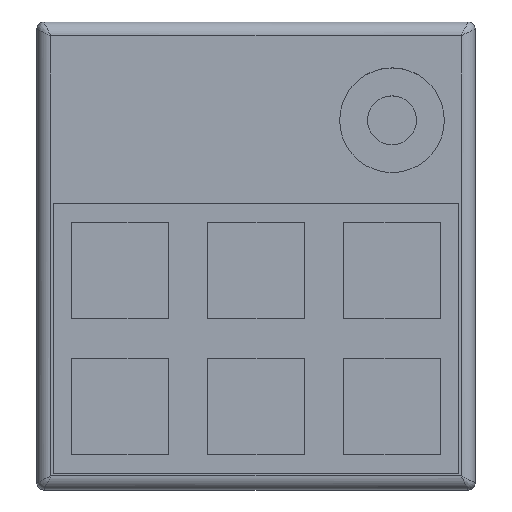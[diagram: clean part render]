
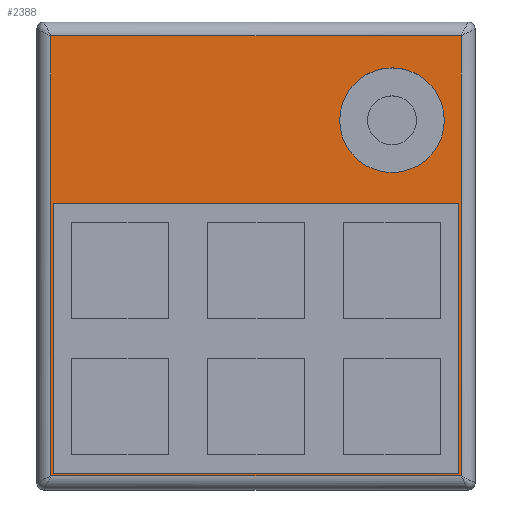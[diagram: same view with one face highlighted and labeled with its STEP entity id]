
A CAD part, top view. The second image highlights one B-rep face of the part: STEP entity #2388.
In plain terms, the highlighted planar face has unit normal (0, 0, 1).
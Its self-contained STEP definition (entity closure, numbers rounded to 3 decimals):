
#30=FACE_BOUND('',#298,.T.);
#31=FACE_BOUND('',#299,.T.);
#59=PLANE('',#2559);
#163=FACE_OUTER_BOUND('',#297,.T.);
#297=EDGE_LOOP('',(#1716,#1717,#1718,#1719));
#298=EDGE_LOOP('',(#1720,#1721,#1722,#1723));
#299=EDGE_LOOP('',(#1724));
#455=LINE('',#3647,#725);
#456=LINE('',#3649,#726);
#457=LINE('',#3651,#727);
#459=LINE('',#3654,#729);
#465=LINE('',#3671,#735);
#466=LINE('',#3673,#736);
#467=LINE('',#3675,#737);
#468=LINE('',#3676,#738);
#725=VECTOR('',#2832,10.);
#726=VECTOR('',#2835,10.);
#727=VECTOR('',#2838,10.);
#729=VECTOR('',#2842,10.);
#735=VECTOR('',#2860,10.);
#736=VECTOR('',#2861,10.);
#737=VECTOR('',#2862,10.);
#738=VECTOR('',#2863,10.);
#985=CIRCLE('',#2560,7.5);
#1072=VERTEX_POINT('',#3534);
#1075=VERTEX_POINT('',#3570);
#1078=VERTEX_POINT('',#3606);
#1079=VERTEX_POINT('',#3640);
#1084=VERTEX_POINT('',#3669);
#1085=VERTEX_POINT('',#3670);
#1086=VERTEX_POINT('',#3672);
#1087=VERTEX_POINT('',#3674);
#1088=VERTEX_POINT('',#3677);
#1322=EDGE_CURVE('',#1079,#1072,#455,.T.);
#1323=EDGE_CURVE('',#1078,#1079,#456,.T.);
#1324=EDGE_CURVE('',#1075,#1078,#457,.T.);
#1326=EDGE_CURVE('',#1072,#1075,#459,.T.);
#1334=EDGE_CURVE('',#1084,#1085,#465,.T.);
#1335=EDGE_CURVE('',#1085,#1086,#466,.T.);
#1336=EDGE_CURVE('',#1086,#1087,#467,.T.);
#1337=EDGE_CURVE('',#1087,#1084,#468,.T.);
#1338=EDGE_CURVE('',#1088,#1088,#985,.T.);
#1716=ORIENTED_EDGE('',*,*,#1322,.F.);
#1717=ORIENTED_EDGE('',*,*,#1323,.F.);
#1718=ORIENTED_EDGE('',*,*,#1324,.F.);
#1719=ORIENTED_EDGE('',*,*,#1326,.F.);
#1720=ORIENTED_EDGE('',*,*,#1334,.T.);
#1721=ORIENTED_EDGE('',*,*,#1335,.T.);
#1722=ORIENTED_EDGE('',*,*,#1336,.T.);
#1723=ORIENTED_EDGE('',*,*,#1337,.T.);
#1724=ORIENTED_EDGE('',*,*,#1338,.T.);
#2388=ADVANCED_FACE('',(#163,#30,#31),#59,.T.);
#2559=AXIS2_PLACEMENT_3D('',#3668,#2858,#2859);
#2560=AXIS2_PLACEMENT_3D('',#3678,#2864,#2865);
#2832=DIRECTION('',(1.,0.,0.));
#2835=DIRECTION('',(0.,1.,0.));
#2838=DIRECTION('',(-1.,0.,0.));
#2842=DIRECTION('',(0.,-1.,0.));
#2858=DIRECTION('center_axis',(0.,0.,1.));
#2859=DIRECTION('ref_axis',(1.,0.,0.));
#2860=DIRECTION('',(0.,-1.,0.));
#2861=DIRECTION('',(-1.,0.,0.));
#2862=DIRECTION('',(0.,1.,0.));
#2863=DIRECTION('',(1.,0.,0.));
#2864=DIRECTION('center_axis',(0.,0.,-1.));
#2865=DIRECTION('ref_axis',(-1.,0.,0.));
#3534=CARTESIAN_POINT('',(60.8,65.061,8.2));
#3570=CARTESIAN_POINT('',(60.8,2.,8.2));
#3606=CARTESIAN_POINT('',(2.,2.,8.2));
#3640=CARTESIAN_POINT('',(2.,65.061,8.2));
#3647=CARTESIAN_POINT('',(46.6,65.061,8.2));
#3649=CARTESIAN_POINT('',(2.,49.796,8.2));
#3651=CARTESIAN_POINT('',(16.2,2.,8.2));
#3654=CARTESIAN_POINT('',(60.8,17.265,8.2));
#3668=CARTESIAN_POINT('Origin',(31.4,33.53,8.2));
#3669=CARTESIAN_POINT('',(60.5,41.,8.2));
#3670=CARTESIAN_POINT('',(60.5,2.3,8.2));
#3671=CARTESIAN_POINT('',(60.5,37.265,8.2));
#3672=CARTESIAN_POINT('',(2.3,2.3,8.2));
#3673=CARTESIAN_POINT('',(45.95,2.3,8.2));
#3674=CARTESIAN_POINT('',(2.3,41.,8.2));
#3675=CARTESIAN_POINT('',(2.3,17.915,8.2));
#3676=CARTESIAN_POINT('',(16.85,41.,8.2));
#3677=CARTESIAN_POINT('',(58.4,52.976,8.2));
#3678=CARTESIAN_POINT('Origin',(50.9,52.976,8.2));
